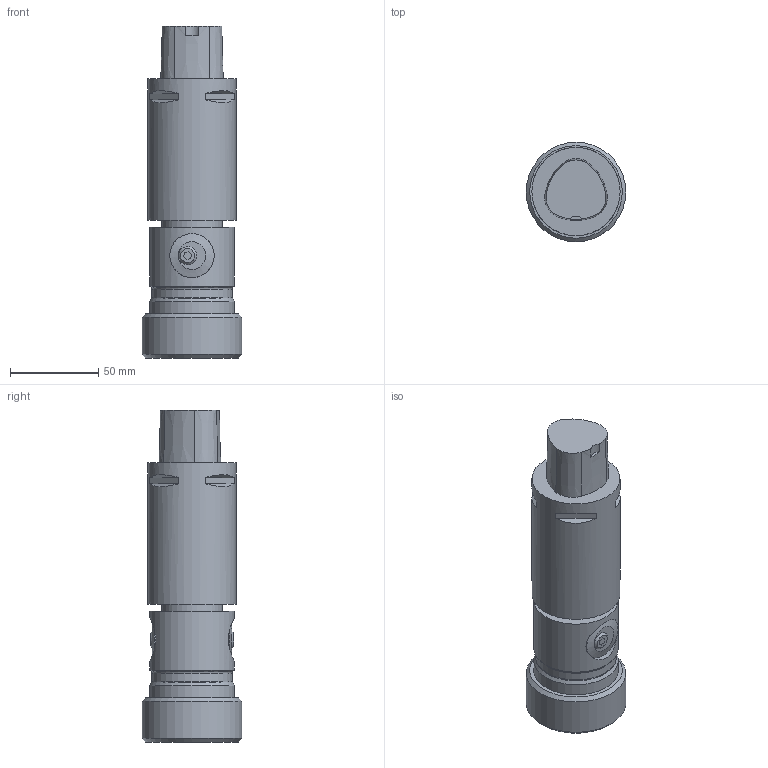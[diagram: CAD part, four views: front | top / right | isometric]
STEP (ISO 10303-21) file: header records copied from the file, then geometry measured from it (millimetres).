
FILE_DESCRIPTION(/* description */ (''),/* implementation_level */ '2;1');
FILE_NAME(/* name */ '1525257713893.stp',/* time_stamp */ '2018-05-02T12:42:03+02:00',/* author */ (''),/* organization */ ('SMS'),/* preprocessor_version */ 'ST-DEVELOPER v15',/* originating_system */ 'SIEMENS PLM Software NX 8.5',/* authorisation */ '');
FILE_SCHEMA (('AUTOMOTIVE_DESIGN { 1 0 10303 214 3 1 1 1 }'));
Length unit declared in the file: millimetre
Products named in the file (1): 112030131mod000_00
Bounding box: 56.4 x 56.4 x 188 mm (x, y, z)
Volume: 335590.5 mm3; surface area: 35103 mm2
Topology: 1 solids, 1 shells, 62 faces, 135 edges, 91 vertices
Faces by surface type: plane 30, cylinder 16, cone 14, torus 2
Full cylindrical faces by diameter (mm): 9.9 x1, 34.5 x1, 45.5 x1, 48 x2, 50 x1, 56.4 x1
Entity records: 1655 total; most frequent: CARTESIAN_POINT 331, DIRECTION 282, ORIENTED_EDGE 218, AXIS2_PLACEMENT_3D 121, EDGE_CURVE 109, EDGE_LOOP 92, VERTEX_POINT 79, ADVANCED_FACE 62
